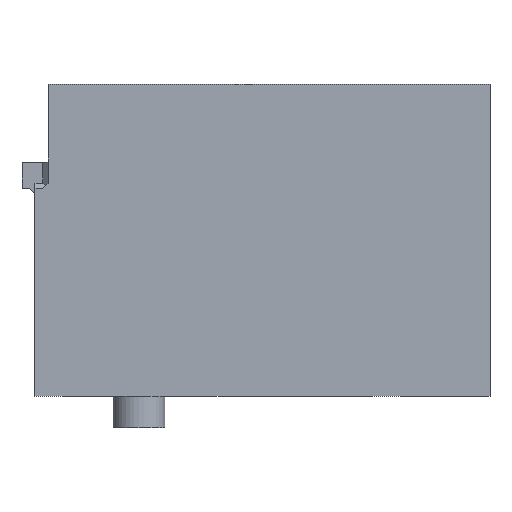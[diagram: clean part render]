
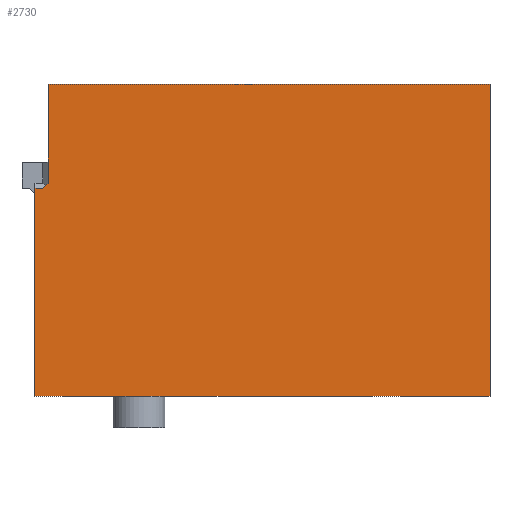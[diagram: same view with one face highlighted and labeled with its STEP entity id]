
A CAD part, front view. The second image highlights one B-rep face of the part: STEP entity #2730.
In plain terms, the highlighted planar face has unit normal (0, -1, 0).
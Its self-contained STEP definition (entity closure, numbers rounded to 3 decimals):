
#143 = EDGE_LOOP ( 'NONE', ( #1228, #1208, #918, #2274, #1740, #546, #2749 ) ) ;
#147 = VECTOR ( 'NONE', #2061, 1000. ) ;
#174 = VECTOR ( 'NONE', #2524, 1000. ) ;
#282 = CARTESIAN_POINT ( 'NONE',  ( -54.711, 0., -23.869 ) ) ;
#456 = VERTEX_POINT ( 'NONE', #1369 ) ;
#507 = CARTESIAN_POINT ( 'NONE',  ( -53.211, 0., 16.131 ) ) ;
#546 = ORIENTED_EDGE ( 'NONE', *, *, #2421, .F. ) ;
#604 = CARTESIAN_POINT ( 'NONE',  ( -52.211, 0., -23.869 ) ) ;
#617 = CARTESIAN_POINT ( 'NONE',  ( -54.711, 0., 0. ) ) ;
#619 = VECTOR ( 'NONE', #2118, 1000. ) ;
#667 = CARTESIAN_POINT ( 'NONE',  ( 32.789, 0., 36.131 ) ) ;
#695 = DIRECTION ( 'NONE',  ( 1., 0., 0. ) ) ;
#814 = LINE ( 'NONE', #2389, #2550 ) ;
#918 = ORIENTED_EDGE ( 'NONE', *, *, #3390, .F. ) ;
#927 = LINE ( 'NONE', #1623, #174 ) ;
#1131 = VERTEX_POINT ( 'NONE', #3468 ) ;
#1136 = FACE_OUTER_BOUND ( 'NONE', #143, .T. ) ;
#1208 = ORIENTED_EDGE ( 'NONE', *, *, #3404, .F. ) ;
#1223 = LINE ( 'NONE', #3017, #619 ) ;
#1228 = ORIENTED_EDGE ( 'NONE', *, *, #1552, .T. ) ;
#1369 = CARTESIAN_POINT ( 'NONE',  ( -52.211, 0., 36.131 ) ) ;
#1460 = EDGE_CURVE ( 'NONE', #2660, #3213, #1521, .T. ) ;
#1521 = LINE ( 'NONE', #1845, #2738 ) ;
#1552 = EDGE_CURVE ( 'NONE', #2430, #1131, #3292, .T. ) ;
#1623 = CARTESIAN_POINT ( 'NONE',  ( -34.671, 0., 34.671 ) ) ;
#1668 = VECTOR ( 'NONE', #2129, 1000. ) ;
#1715 = VECTOR ( 'NONE', #2764, 1000. ) ;
#1718 = EDGE_CURVE ( 'NONE', #1800, #3213, #927, .T. ) ;
#1740 = ORIENTED_EDGE ( 'NONE', *, *, #1460, .F. ) ;
#1800 = VERTEX_POINT ( 'NONE', #2838 ) ;
#1845 = CARTESIAN_POINT ( 'NONE',  ( -54.711, 0., 16.131 ) ) ;
#2061 = DIRECTION ( 'NONE',  ( 0., 0., 1. ) ) ;
#2118 = DIRECTION ( 'NONE',  ( 1., 0., 0. ) ) ;
#2129 = DIRECTION ( 'NONE',  ( 0., 0., 1. ) ) ;
#2274 = ORIENTED_EDGE ( 'NONE', *, *, #1718, .T. ) ;
#2308 = AXIS2_PLACEMENT_3D ( 'NONE', #3167, #3754, #2351 ) ;
#2351 = DIRECTION ( 'NONE',  ( 0., 0., 1. ) ) ;
#2389 = CARTESIAN_POINT ( 'NONE',  ( -52.211, 0., 36.131 ) ) ;
#2421 = EDGE_CURVE ( 'NONE', #2846, #2660, #2965, .T. ) ;
#2430 = VERTEX_POINT ( 'NONE', #3359 ) ;
#2524 = DIRECTION ( 'NONE',  ( -0.707, 0., -0.707 ) ) ;
#2550 = VECTOR ( 'NONE', #3257, 1000. ) ;
#2660 = VERTEX_POINT ( 'NONE', #3693 ) ;
#2730 = ADVANCED_FACE ( 'NONE', ( #1136 ), #3459, .F. ) ;
#2738 = VECTOR ( 'NONE', #695, 1000. ) ;
#2749 = ORIENTED_EDGE ( 'NONE', *, *, #2988, .T. ) ;
#2764 = DIRECTION ( 'NONE',  ( 0., 0., 1. ) ) ;
#2838 = CARTESIAN_POINT ( 'NONE',  ( -52.211, 0., 17.131 ) ) ;
#2846 = VERTEX_POINT ( 'NONE', #282 ) ;
#2965 = LINE ( 'NONE', #617, #1668 ) ;
#2988 = EDGE_CURVE ( 'NONE', #2846, #2430, #1223, .T. ) ;
#3017 = CARTESIAN_POINT ( 'NONE',  ( -52.211, 0., -23.869 ) ) ;
#3167 = CARTESIAN_POINT ( 'NONE',  ( 0., 0., 0. ) ) ;
#3213 = VERTEX_POINT ( 'NONE', #507 ) ;
#3257 = DIRECTION ( 'NONE',  ( 1., 0., 0. ) ) ;
#3292 = LINE ( 'NONE', #667, #1715 ) ;
#3359 = CARTESIAN_POINT ( 'NONE',  ( 32.789, 0., -23.869 ) ) ;
#3390 = EDGE_CURVE ( 'NONE', #1800, #456, #3842, .T. ) ;
#3404 = EDGE_CURVE ( 'NONE', #456, #1131, #814, .T. ) ;
#3459 = PLANE ( 'NONE',  #2308 ) ;
#3468 = CARTESIAN_POINT ( 'NONE',  ( 32.789, 0., 36.131 ) ) ;
#3693 = CARTESIAN_POINT ( 'NONE',  ( -54.711, 0., 16.131 ) ) ;
#3754 = DIRECTION ( 'NONE',  ( 0., 1., 0. ) ) ;
#3842 = LINE ( 'NONE', #604, #147 ) ;
